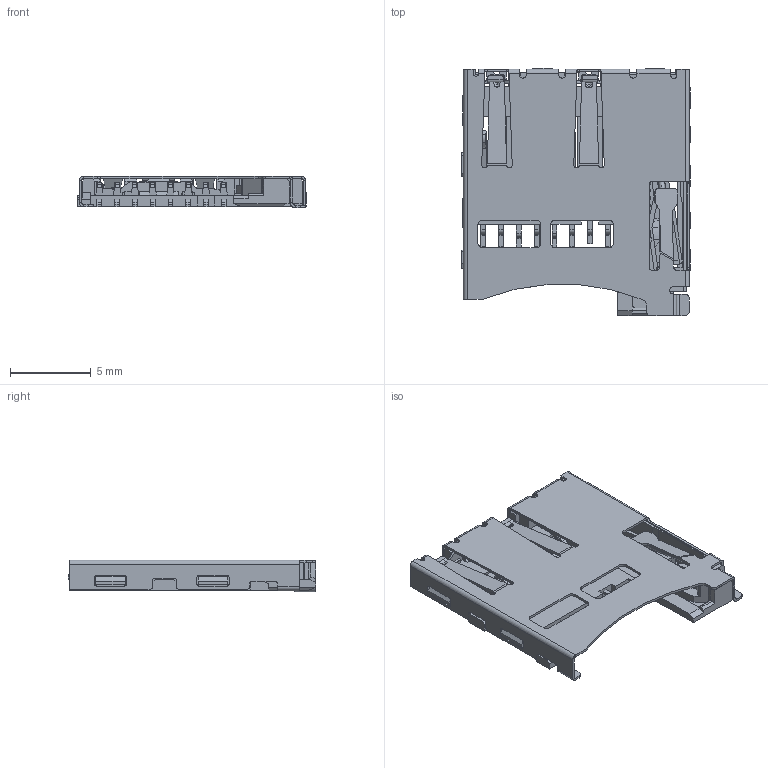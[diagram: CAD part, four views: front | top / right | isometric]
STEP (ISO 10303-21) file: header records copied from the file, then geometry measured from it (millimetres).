
FILE_DESCRIPTION (( 'STEP AP203' ), '1' );
FILE_NAME ('TF 内焊 8P 1.85H PUSH-PUSH 增加0.40推卡极限行程 20230311.STEP', '2023-03-15T08:12:50', ( '' ), ( '' ), 'SwSTEP 2.0', 'SolidWorks 2016', '' );
FILE_SCHEMA (( 'CONFIG_CONTROL_DESIGN' ));
Length unit declared in the file: millimetre
Products named in the file (19): slider; earth lugs; 零件2^TF 内焊 8P 1.85H PUSH-PUSH 增加0.40推卡极限行程 20230311; TF 内焊 8P 1.85H PUSH-PUSH 增加0.40推卡极限行程 20230311; Molding 20230309; Terminal 2; Housing; spring; Link 20230311; Shell 20230310
Assembly tree (9 placements, depth 3):
  slider
  零件2^TF 内焊 8P 1.85H PUSH-PUSH 增加0.40推卡极限行程 20230311
  TF 内焊 8P 1.85H PUSH-PUSH 增加0.40推卡极限行程 20230311
    Molding 20230309
      Housing
      Terminal 2
    spring
    slider
    Link 20230311
    Shell 20230310
    earth lugs
  Terminal 2
  Housing
Bounding box: 14.15 x 15.3 x 1.96 mm (x, y, z)
Volume: 126.6 mm3; surface area: 1116.5 mm2
Topology: 14 solids, 14 shells, 1569 faces, 4120 edges, 2581 vertices
Faces by surface type: plane 946, cylinder 500, torus 71, bspline 36, cone 16
Entity records: 54791 total; most frequent: CARTESIAN_POINT 14344, ORIENTED_EDGE 8234, DIRECTION 7986, EDGE_CURVE 4117, LINE 2814, VECTOR 2814, AXIS2_PLACEMENT_3D 2586, VERTEX_POINT 2575
